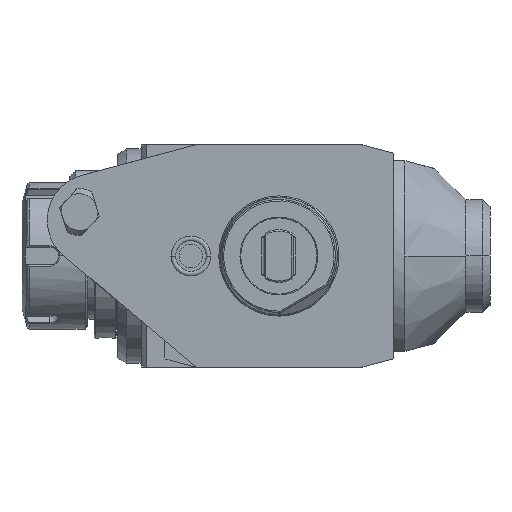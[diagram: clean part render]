
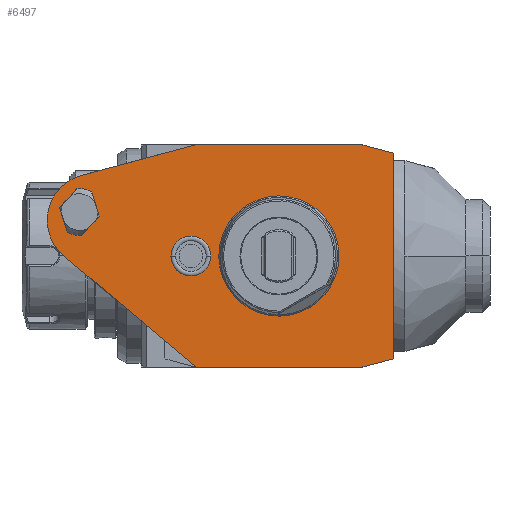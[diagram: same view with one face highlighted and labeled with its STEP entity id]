
A CAD part, front view. The second image highlights one B-rep face of the part: STEP entity #6497.
In plain terms, the highlighted planar face has unit normal (0, -1, 0).
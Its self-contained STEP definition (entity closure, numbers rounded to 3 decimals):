
#1=DIRECTION('',(-0.966,0.,-0.259));
#2=VECTOR('',#1,40.645);
#3=CARTESIAN_POINT('',(-28.,0.,38.));
#4=LINE('',#3,#2);
#5=DIRECTION('',(-1.,0.,0.));
#6=VECTOR('',#5,56.);
#7=CARTESIAN_POINT('',(28.,0.,38.));
#8=LINE('',#7,#6);
#9=DIRECTION('',(-0.966,0.,0.259));
#10=VECTOR('',#9,11.388);
#11=CARTESIAN_POINT('',(39.,0.,35.053));
#12=LINE('',#11,#10);
#13=DIRECTION('',(0.,0.,1.));
#14=VECTOR('',#13,70.105);
#15=CARTESIAN_POINT('',(39.,0.,-35.053));
#16=LINE('',#15,#14);
#17=DIRECTION('',(0.966,0.,0.259));
#18=VECTOR('',#17,11.388);
#19=CARTESIAN_POINT('',(28.,0.,-38.));
#20=LINE('',#19,#18);
#21=DIRECTION('',(1.,0.,0.));
#22=VECTOR('',#21,56.);
#23=CARTESIAN_POINT('',(-28.,0.,-38.));
#24=LINE('',#23,#22);
#25=DIRECTION('',(0.766,0.,-0.643));
#26=VECTOR('',#25,59.19);
#27=CARTESIAN_POINT('',(-73.342,0.,0.046));
#28=LINE('',#27,#26);
#29=CARTESIAN_POINT('',(-63.16,0.,12.18));
#30=DIRECTION('',(0.,-1.,0.));
#31=DIRECTION('',(-0.259,0.,0.966));
#32=AXIS2_PLACEMENT_3D('',#29,#30,#31);
#34=CARTESIAN_POINT('',(-30.,0.,0.));
#35=DIRECTION('',(0.,1.,0.));
#36=DIRECTION('',(-1.,0.,0.));
#37=AXIS2_PLACEMENT_3D('',#34,#35,#36);
#39=CARTESIAN_POINT('',(-30.,0.,0.));
#40=DIRECTION('',(0.,1.,0.));
#41=DIRECTION('',(1.,0.,0.));
#42=AXIS2_PLACEMENT_3D('',#39,#40,#41);
#4113=CARTESIAN_POINT('',(-68.,0.,15.));
#4114=DIRECTION('',(0.,-1.,0.));
#4115=DIRECTION('',(-0.515,0.,-0.857));
#4116=AXIS2_PLACEMENT_3D('',#4113,#4114,#4115);
#4126=DIRECTION('',(-0.302,0.,0.953));
#4127=VECTOR('',#4126,8.756);
#4128=CARTESIAN_POINT('',(-72.124,0.,8.145));
#4129=LINE('',#4128,#4127);
#4130=DIRECTION('',(0.675,0.,0.738));
#4131=VECTOR('',#4130,8.756);
#4132=CARTESIAN_POINT('',(-74.766,0.,16.492));
#4133=LINE('',#4132,#4131);
#4138=CARTESIAN_POINT('',(-68.,0.,15.));
#4139=DIRECTION('',(0.,-1.,0.));
#4140=DIRECTION('',(0.515,0.,0.857));
#4141=AXIS2_PLACEMENT_3D('',#4138,#4139,#4140);
#4151=DIRECTION('',(0.302,0.,-0.953));
#4152=VECTOR('',#4151,8.756);
#4153=CARTESIAN_POINT('',(-63.876,0.,21.855));
#4154=LINE('',#4153,#4152);
#4155=DIRECTION('',(-0.675,0.,-0.738));
#4156=VECTOR('',#4155,8.756);
#4157=CARTESIAN_POINT('',(-61.234,0.,13.508));
#4158=LINE('',#4157,#4156);
#4297=CARTESIAN_POINT('',(0.,0.,0.));
#4298=DIRECTION('',(0.,1.,0.));
#4299=DIRECTION('',(1.,0.,0.));
#4300=AXIS2_PLACEMENT_3D('',#4297,#4298,#4299);
#4302=CARTESIAN_POINT('',(0.,0.,0.));
#4303=DIRECTION('',(0.,1.,0.));
#4304=DIRECTION('',(-1.,0.,0.));
#4305=AXIS2_PLACEMENT_3D('',#4302,#4303,#4304);
#5870=CARTESIAN_POINT('',(-36.8,0.,0.));
#5871=CARTESIAN_POINT('',(-23.2,0.,0.));
#5872=VERTEX_POINT('',#5870);
#5873=VERTEX_POINT('',#5871);
#6226=CARTESIAN_POINT('',(-28.,0.,-38.));
#6227=CARTESIAN_POINT('',(28.,0.,-38.));
#6228=VERTEX_POINT('',#6226);
#6229=VERTEX_POINT('',#6227);
#6230=CARTESIAN_POINT('',(39.,0.,-35.053));
#6231=VERTEX_POINT('',#6230);
#6232=CARTESIAN_POINT('',(39.,0.,35.053));
#6233=VERTEX_POINT('',#6232);
#6234=CARTESIAN_POINT('',(28.,0.,38.));
#6235=VERTEX_POINT('',#6234);
#6236=CARTESIAN_POINT('',(-28.,0.,38.));
#6237=VERTEX_POINT('',#6236);
#6253=CARTESIAN_POINT('',(-67.26,0.,27.48));
#6254=VERTEX_POINT('',#6253);
#6255=CARTESIAN_POINT('',(-73.342,0.,
0.046));
#6256=VERTEX_POINT('',#6255);
#6301=CARTESIAN_POINT('',(19.853,0.,0.));
#6302=CARTESIAN_POINT('',(-19.853,0.,0.));
#6303=VERTEX_POINT('',#6301);
#6304=VERTEX_POINT('',#6302);
#6313=CARTESIAN_POINT('',(-72.124,0.,8.145));
#6314=CARTESIAN_POINT('',(-67.143,0.,7.046));
#6315=VERTEX_POINT('',#6313);
#6316=VERTEX_POINT('',#6314);
#6317=CARTESIAN_POINT('',(-63.876,0.,21.855));
#6318=CARTESIAN_POINT('',(-68.857,0.,22.954));
#6319=VERTEX_POINT('',#6317);
#6320=VERTEX_POINT('',#6318);
#6321=CARTESIAN_POINT('',(-61.234,0.,13.508));
#6322=VERTEX_POINT('',#6321);
#6323=CARTESIAN_POINT('',(-74.766,0.,16.492));
#6324=VERTEX_POINT('',#6323);
#6448=CARTESIAN_POINT('',(0.,0.,0.));
#6449=DIRECTION('',(0.,-1.,0.));
#6450=DIRECTION('',(-1.,0.,0.));
#6451=AXIS2_PLACEMENT_3D('',#6448,#6449,#6450);
#6452=PLANE('',#6451);
#6454=ORIENTED_EDGE('',*,*,#6453,.F.);
#6456=ORIENTED_EDGE('',*,*,#6455,.F.);
#6458=ORIENTED_EDGE('',*,*,#6457,.F.);
#6460=ORIENTED_EDGE('',*,*,#6459,.F.);
#6462=ORIENTED_EDGE('',*,*,#6461,.F.);
#6464=ORIENTED_EDGE('',*,*,#6463,.F.);
#6466=ORIENTED_EDGE('',*,*,#6465,.F.);
#6468=ORIENTED_EDGE('',*,*,#6467,.F.);
#6469=EDGE_LOOP('',(#6454,#6456,#6458,#6460,#6462,#6464,#6466,#6468));
#6470=FACE_OUTER_BOUND('',#6469,.F.);
#6472=ORIENTED_EDGE('',*,*,#6471,.T.);
#6474=ORIENTED_EDGE('',*,*,#6473,.F.);
#6476=ORIENTED_EDGE('',*,*,#6475,.F.);
#6478=ORIENTED_EDGE('',*,*,#6477,.T.);
#6480=ORIENTED_EDGE('',*,*,#6479,.F.);
#6482=ORIENTED_EDGE('',*,*,#6481,.F.);
#6483=EDGE_LOOP('',(#6472,#6474,#6476,#6478,#6480,#6482));
#6484=FACE_BOUND('',#6483,.F.);
#6486=ORIENTED_EDGE('',*,*,#6485,.F.);
#6488=ORIENTED_EDGE('',*,*,#6487,.F.);
#6489=EDGE_LOOP('',(#6486,#6488));
#6490=FACE_BOUND('',#6489,.F.);
#6492=ORIENTED_EDGE('',*,*,#6491,.F.);
#6494=ORIENTED_EDGE('',*,*,#6493,.F.);
#6495=EDGE_LOOP('',(#6492,#6494));
#6496=FACE_BOUND('',#6495,.F.);
#33=CIRCLE('',#32,15.84);
#38=CIRCLE('',#37,6.8);
#43=CIRCLE('',#42,6.8);
#4117=CIRCLE('',#4116,8.);
#4142=CIRCLE('',#4141,8.);
#4301=CIRCLE('',#4300,19.853);
#4306=CIRCLE('',#4305,19.853);
#6453=EDGE_CURVE('',#6237,#6254,#4,.T.);
#6455=EDGE_CURVE('',#6235,#6237,#8,.T.);
#6457=EDGE_CURVE('',#6233,#6235,#12,.T.);
#6459=EDGE_CURVE('',#6231,#6233,#16,.T.);
#6461=EDGE_CURVE('',#6229,#6231,#20,.T.);
#6463=EDGE_CURVE('',#6228,#6229,#24,.T.);
#6465=EDGE_CURVE('',#6256,#6228,#28,.T.);
#6467=EDGE_CURVE('',#6254,#6256,#33,.T.);
#6471=EDGE_CURVE('',#6315,#6316,#4117,.T.);
#6473=EDGE_CURVE('',#6322,#6316,#4158,.T.);
#6475=EDGE_CURVE('',#6319,#6322,#4154,.T.);
#6477=EDGE_CURVE('',#6319,#6320,#4142,.T.);
#6479=EDGE_CURVE('',#6324,#6320,#4133,.T.);
#6481=EDGE_CURVE('',#6315,#6324,#4129,.T.);
#6485=EDGE_CURVE('',#6303,#6304,#4301,.T.);
#6487=EDGE_CURVE('',#6304,#6303,#4306,.T.);
#6491=EDGE_CURVE('',#5872,#5873,#38,.T.);
#6493=EDGE_CURVE('',#5873,#5872,#43,.T.);
#6497=ADVANCED_FACE('',(#6470,#6484,#6490,#6496),#6452,.T.);
